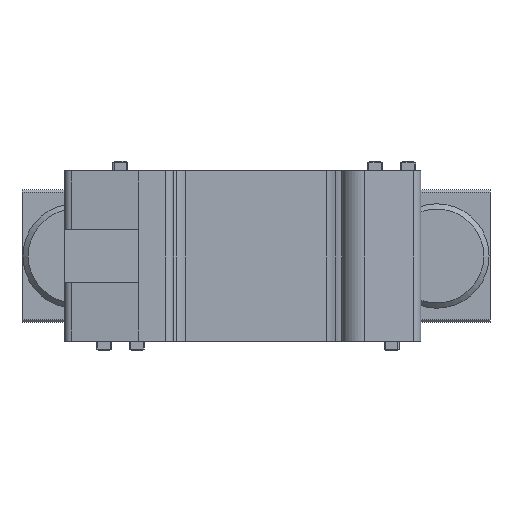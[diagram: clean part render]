
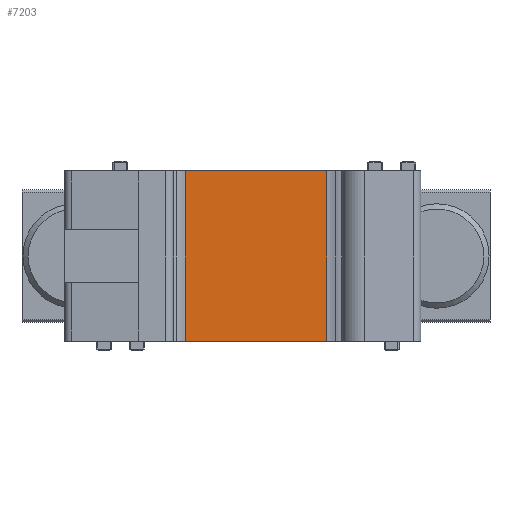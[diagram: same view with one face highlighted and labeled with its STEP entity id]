
A CAD part, front view. The second image highlights one B-rep face of the part: STEP entity #7203.
In plain terms, the highlighted planar face has unit normal (0, -1, 0).
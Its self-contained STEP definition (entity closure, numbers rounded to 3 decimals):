
#2193=LINE('',#41028,#4383);
#2421=LINE('',#41878,#4611);
#2740=LINE('',#42598,#4930);
#2741=LINE('',#42599,#4931);
#4383=VECTOR('',#26444,1.);
#4611=VECTOR('',#27004,1.);
#4930=VECTOR('',#27519,1.);
#4931=VECTOR('',#27520,1.);
#6280=PLANE('',#23723);
#7203=ADVANCED_FACE('',(#8320),#6280,.F.);
#8320=FACE_OUTER_BOUND('',#9490,.T.);
#9490=EDGE_LOOP('',(#13333,#13334,#13335,#13336));
#13333=ORIENTED_EDGE('',*,*,#20832,.F.);
#13334=ORIENTED_EDGE('',*,*,#21207,.T.);
#13335=ORIENTED_EDGE('',*,*,#20442,.F.);
#13336=ORIENTED_EDGE('',*,*,#21208,.T.);
#18137=VERTEX_POINT('',#41027);
#18138=VERTEX_POINT('',#41029);
#18509=VERTEX_POINT('',#41877);
#18510=VERTEX_POINT('',#41879);
#20442=EDGE_CURVE('',#18137,#18138,#2193,.T.);
#20832=EDGE_CURVE('',#18509,#18510,#2421,.T.);
#21207=EDGE_CURVE('',#18509,#18138,#2740,.T.);
#21208=EDGE_CURVE('',#18137,#18510,#2741,.T.);
#23723=AXIS2_PLACEMENT_3D('',#42600,#27521,#27522);
#26444=DIRECTION('',(-1.,0.,0.));
#27004=DIRECTION('',(1.,0.,0.));
#27519=DIRECTION('',(0.,0.,-1.));
#27520=DIRECTION('',(0.,0.,1.));
#27521=DIRECTION('',(0.,1.,0.));
#27522=DIRECTION('',(0.,0.,1.));
#41027=CARTESIAN_POINT('',(13.321,-0.5,0.));
#41028=CARTESIAN_POINT('',(0.,-0.5,0.));
#41029=CARTESIAN_POINT('',(-13.321,-0.5,0.));
#41877=CARTESIAN_POINT('',(-13.321,-0.5,32.));
#41878=CARTESIAN_POINT('',(0.,-0.5,32.));
#41879=CARTESIAN_POINT('',(13.321,-0.5,32.));
#42598=CARTESIAN_POINT('',(-13.321,-0.5,0.));
#42599=CARTESIAN_POINT('',(13.321,-0.5,0.));
#42600=CARTESIAN_POINT('',(0.,-0.5,0.));
